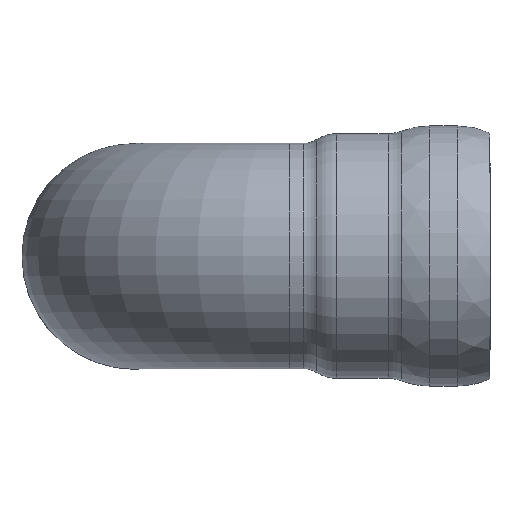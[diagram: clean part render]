
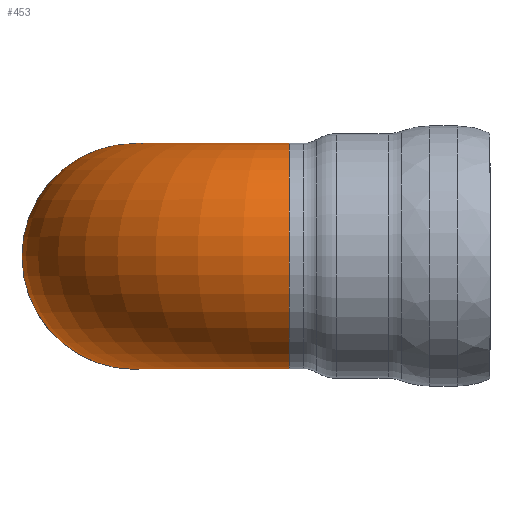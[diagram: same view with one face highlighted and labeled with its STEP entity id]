
A CAD part, top view. The second image highlights one B-rep face of the part: STEP entity #453.
In plain terms, the highlighted toroidal (fillet/blend) face has major radius 500 mm and minor radius 365 mm.
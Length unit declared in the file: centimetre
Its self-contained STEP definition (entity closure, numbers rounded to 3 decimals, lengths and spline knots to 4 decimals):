
#37=TOROIDAL_SURFACE('',#534,50.,36.5);
#99=FACE_OUTER_BOUND('',#133,.T.);
#133=EDGE_LOOP('',(#418,#419,#420,#421));
#175=CIRCLE('',#515,36.5);
#184=CIRCLE('',#529,36.5);
#187=CIRCLE('',#535,13.5);
#220=VERTEX_POINT('',#914);
#228=VERTEX_POINT('',#940);
#278=EDGE_CURVE('',#220,#220,#175,.T.);
#290=EDGE_CURVE('',#228,#228,#184,.T.);
#293=EDGE_CURVE('',#220,#228,#187,.T.);
#418=ORIENTED_EDGE('',*,*,#278,.F.);
#419=ORIENTED_EDGE('',*,*,#293,.T.);
#420=ORIENTED_EDGE('',*,*,#290,.F.);
#421=ORIENTED_EDGE('',*,*,#293,.F.);
#453=ADVANCED_FACE('',(#99),#37,.T.);
#515=AXIS2_PLACEMENT_3D('',#916,#662,#663);
#529=AXIS2_PLACEMENT_3D('',#941,#693,#694);
#534=AXIS2_PLACEMENT_3D('',#947,#703,#704);
#535=AXIS2_PLACEMENT_3D('',#948,#705,#706);
#662=DIRECTION('center_axis',(0.,0.,
-1.));
#663=DIRECTION('ref_axis',(-1.,0.,0.));
#693=DIRECTION('center_axis',(1.,0.,0.));
#694=DIRECTION('ref_axis',(0.,1.,0.));
#703=DIRECTION('center_axis',(0.,-1.,0.));
#704=DIRECTION('ref_axis',(1.,0.,0.));
#705=DIRECTION('center_axis',(0.,1.,0.));
#706=DIRECTION('ref_axis',(1.,0.,0.));
#914=CARTESIAN_POINT('',(131.0506,161.5752,17.2533));
#916=CARTESIAN_POINT('Origin',(94.5506,161.5752,17.2533));
#940=CARTESIAN_POINT('',(144.5506,161.5752,30.7533));
#941=CARTESIAN_POINT('Origin',(144.5506,161.5752,67.2533));
#947=CARTESIAN_POINT('Origin',(144.5506,161.5752,17.2533));
#948=CARTESIAN_POINT('Origin',(144.5506,161.5752,17.2533));
